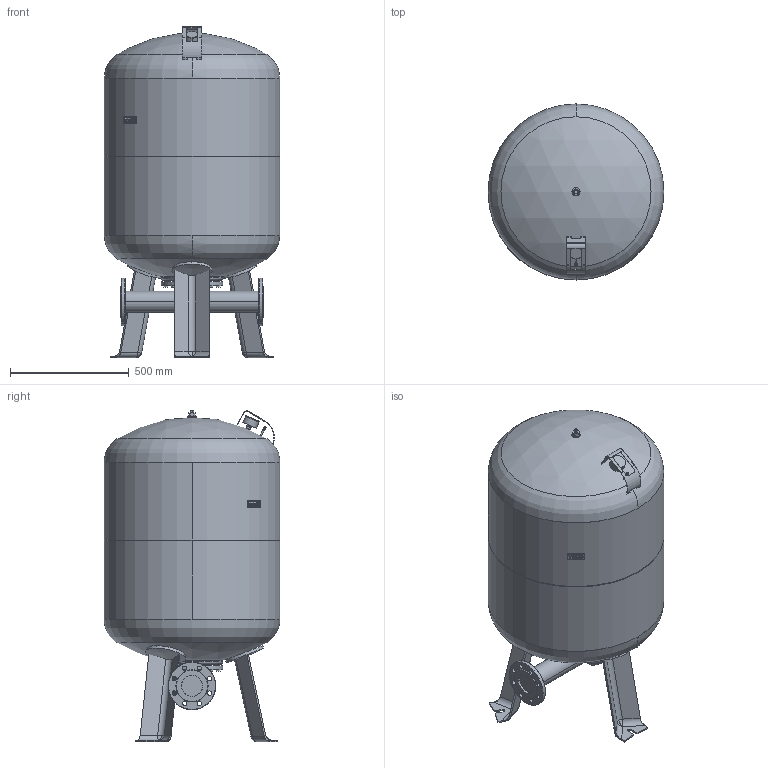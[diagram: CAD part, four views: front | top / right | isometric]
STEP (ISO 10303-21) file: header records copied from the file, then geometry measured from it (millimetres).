
FILE_DESCRIPTION((''),'2;1');
FILE_NAME('3d_DT5400-2524217.stp','2010-06-02T10:18:32',(''),(''),'Mechanical Desktop 2008','Mechanical Desktop 2008',', , ');
FILE_SCHEMA(('CONFIG_CONTROL_DESIGN'));
Length unit declared in the file: millimetre
Products named in the file (1): Product
Bounding box: 740 x 740 x 1395 mm (x, y, z)
Volume: 399366537.1 mm3; surface area: 5698191.1 mm2
Topology: 24 solids, 24 shells, 483 faces, 1148 edges, 730 vertices
Faces by surface type: plane 224, cylinder 138, bspline 51, cone 45, sphere 13, torus 12
Entity records: 15442 total; most frequent: CARTESIAN_POINT 4006, DIRECTION 2424, ORIENTED_EDGE 2272, EDGE_CURVE 1136, AXIS2_PLACEMENT_3D 889, VERTEX_POINT 730, VECTOR 646, LINE 646
